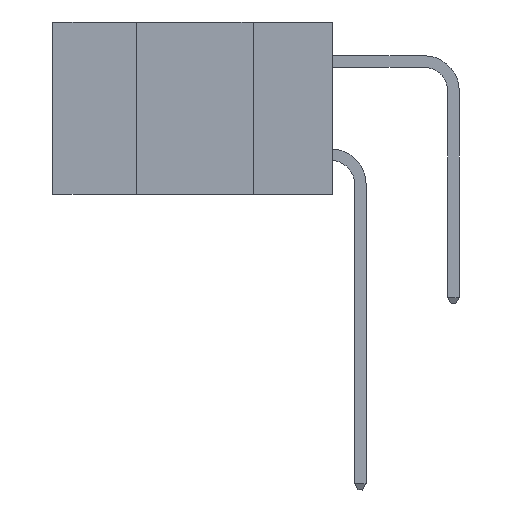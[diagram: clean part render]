
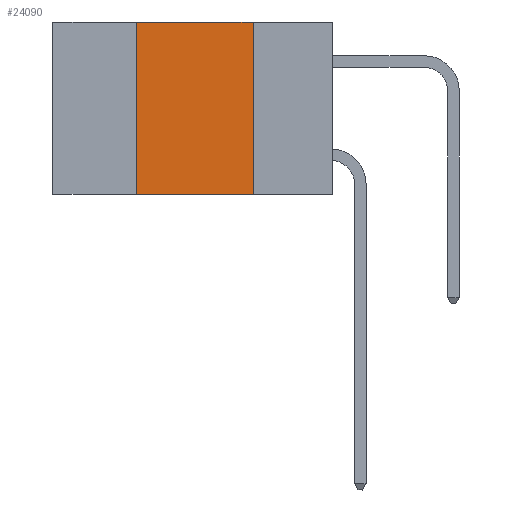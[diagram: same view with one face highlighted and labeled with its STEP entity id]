
A CAD part, left-side view. The second image highlights one B-rep face of the part: STEP entity #24090.
In plain terms, the highlighted planar face has unit normal (-1, 0, 0).
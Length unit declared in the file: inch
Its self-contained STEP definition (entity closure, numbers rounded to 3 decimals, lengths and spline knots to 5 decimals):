
#1603 = VECTOR ( 'NONE', #25526, 39.37008 ) ;
#3916 = EDGE_CURVE ( 'NONE', #12834, #9345, #22790, .T. ) ;
#9345 = VERTEX_POINT ( 'NONE', #24273 ) ;
#10958 = VERTEX_POINT ( 'NONE', #17488 ) ;
#11492 = DIRECTION ( 'NONE',  ( 0., 0., -1. ) ) ;
#11912 = EDGE_LOOP ( 'NONE', ( #24851, #15654, #17666, #28970 ) ) ;
#12135 = VECTOR ( 'NONE', #16063, 39.37008 ) ;
#12834 = VERTEX_POINT ( 'NONE', #14367 ) ;
#12910 = LINE ( 'NONE', #13745, #12135 ) ;
#13248 = CARTESIAN_POINT ( 'NONE',  ( 0., 0.6, 0. ) ) ;
#13745 = CARTESIAN_POINT ( 'NONE',  ( 0., 0.17, 0. ) ) ;
#14049 = EDGE_CURVE ( 'NONE', #12834, #10958, #19350, .T. ) ;
#14367 = CARTESIAN_POINT ( 'NONE',  ( 0., 0.42, -0.37 ) ) ;
#15654 = ORIENTED_EDGE ( 'NONE', *, *, #23561, .F. ) ;
#15789 = CARTESIAN_POINT ( 'NONE',  ( 0., 0.42, 0. ) ) ;
#16058 = DIRECTION ( 'NONE',  ( 1., 0., 0. ) ) ;
#16063 = DIRECTION ( 'NONE',  ( 0., 0., -1. ) ) ;
#17488 = CARTESIAN_POINT ( 'NONE',  ( 0., 0.42, 0. ) ) ;
#17666 = ORIENTED_EDGE ( 'NONE', *, *, #14049, .F. ) ;
#18481 = CARTESIAN_POINT ( 'NONE',  ( 0., 0.6, 0. ) ) ;
#18666 = PLANE ( 'NONE',  #25698 ) ;
#19095 = EDGE_CURVE ( 'NONE', #28256, #9345, #12910, .T. ) ;
#19350 = LINE ( 'NONE', #15789, #23860 ) ;
#20503 = CARTESIAN_POINT ( 'NONE',  ( 0., 0.6, -0.37 ) ) ;
#21407 = LINE ( 'NONE', #13248, #26288 ) ;
#21716 = FACE_OUTER_BOUND ( 'NONE', #11912, .T. ) ;
#22790 = LINE ( 'NONE', #20503, #1603 ) ;
#23561 = EDGE_CURVE ( 'NONE', #10958, #28256, #21407, .T. ) ;
#23860 = VECTOR ( 'NONE', #30299, 39.37008 ) ;
#24090 = ADVANCED_FACE ( 'NONE', ( #21716 ), #18666, .F. ) ;
#24273 = CARTESIAN_POINT ( 'NONE',  ( 0., 0.17, -0.37 ) ) ;
#24851 = ORIENTED_EDGE ( 'NONE', *, *, #19095, .F. ) ;
#25526 = DIRECTION ( 'NONE',  ( 0., -1., 0. ) ) ;
#25698 = AXIS2_PLACEMENT_3D ( 'NONE', #18481, #16058, #11492 ) ;
#26288 = VECTOR ( 'NONE', #29897, 39.37008 ) ;
#28256 = VERTEX_POINT ( 'NONE', #29517 ) ;
#28970 = ORIENTED_EDGE ( 'NONE', *, *, #3916, .T. ) ;
#29517 = CARTESIAN_POINT ( 'NONE',  ( 0., 0.17, 0. ) ) ;
#29897 = DIRECTION ( 'NONE',  ( 0., -1., 0. ) ) ;
#30299 = DIRECTION ( 'NONE',  ( 0., 0., 1. ) ) ;
